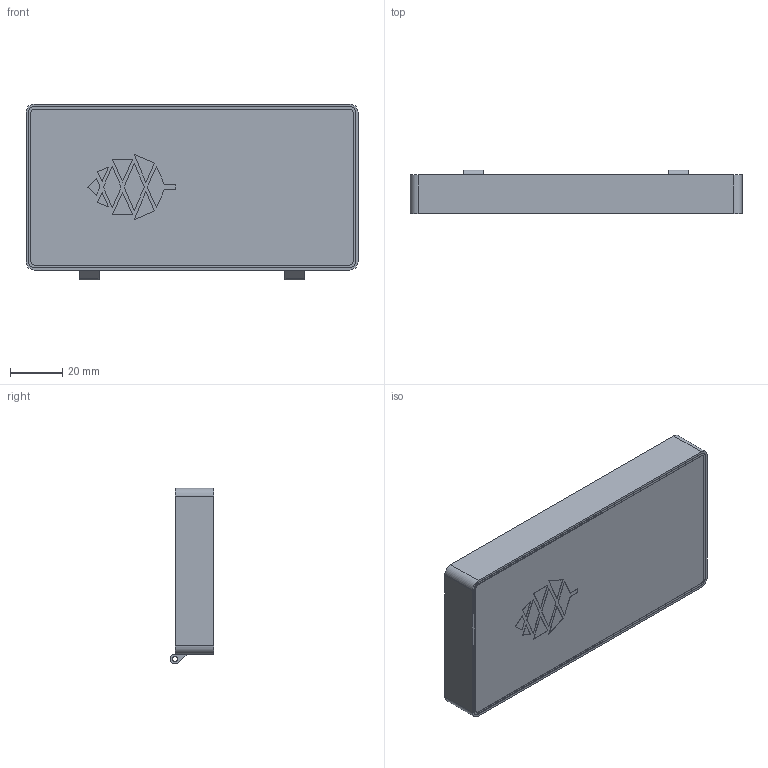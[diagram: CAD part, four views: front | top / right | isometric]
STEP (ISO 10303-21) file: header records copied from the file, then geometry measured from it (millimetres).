
FILE_DESCRIPTION(/* description */ (''),/* implementation_level */ '2;1');
FILE_NAME(/* name */ 'PinecilCaseTop.stp',/* time_stamp */ '2025-10-11T17:46:07-04:00',/* author */ ('nmari'),/* organization */ (''),/* preprocessor_version */ 'ST-DEVELOPER v20.1',/* originating_system */ 'Autodesk Inventor 2026',/* authorisation */ '');
FILE_SCHEMA (('AUTOMOTIVE_DESIGN { 1 0 10303 214 3 1 1 }'));
Length unit declared in the file: inch
Products named in the file (1): PinecilCaseTop
Bounding box: 127 x 16.76 x 67.31 mm (x, y, z)
Volume: 50095.3 mm3; surface area: 27093.4 mm2
Topology: 1 solids, 1 shells, 124 faces, 320 edges, 212 vertices
Faces by surface type: plane 104, cylinder 20
Full cylindrical faces by diameter (mm): 1.905 x2
Entity records: 3785 total; most frequent: CARTESIAN_POINT 657, ORIENTED_EDGE 640, DIRECTION 610, EDGE_CURVE 320, LINE 280, VECTOR 280, VERTEX_POINT 212, AXIS2_PLACEMENT_3D 165
